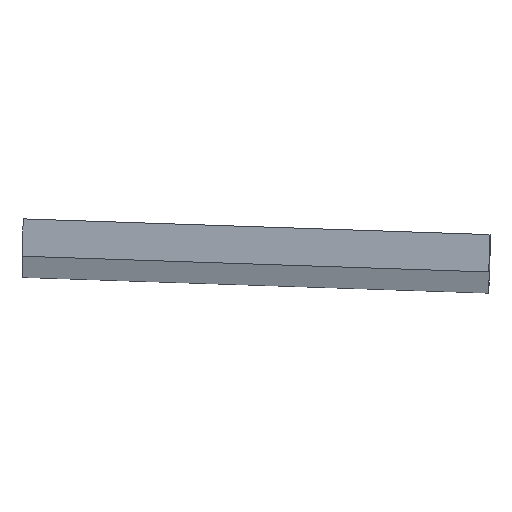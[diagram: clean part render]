
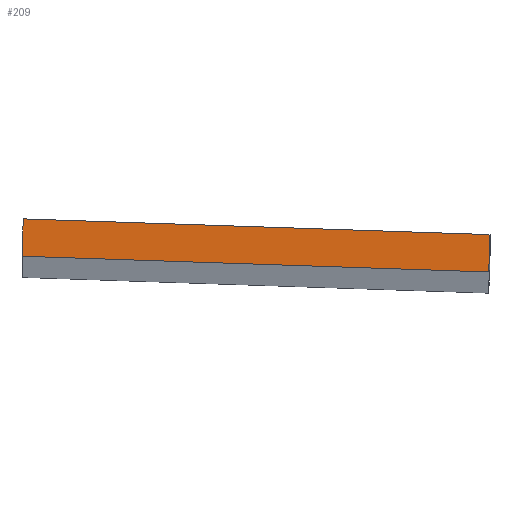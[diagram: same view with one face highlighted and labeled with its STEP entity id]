
A CAD part, top view. The second image highlights one B-rep face of the part: STEP entity #209.
In plain terms, the highlighted planar face has unit normal (0, 0, 1).
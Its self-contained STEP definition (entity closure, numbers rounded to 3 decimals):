
#36=CARTESIAN_POINT('Line Origine',(407.507,3.178,649.)) ;
#40=CARTESIAN_POINT('Vertex',(407.474,2.179,649.)) ;
#42=CARTESIAN_POINT('Vertex',(407.541,4.178,649.)) ;
#82=CARTESIAN_POINT('Control Point',(407.541,4.178,649.)) ;
#83=CARTESIAN_POINT('Control Point',(412.477,4.012,649.)) ;
#84=CARTESIAN_POINT('Control Point',(417.444,3.845,649.)) ;
#85=CARTESIAN_POINT('Control Point',(422.443,3.677,649.)) ;
#86=CARTESIAN_POINT('Control Point',(427.47,3.507,649.)) ;
#87=CARTESIAN_POINT('Control Point',(432.527,3.337,649.)) ;
#88=CARTESIAN_POINT('Vertex',(432.527,3.337,649.)) ;
#118=CARTESIAN_POINT('Line Origine',(432.493,2.337,649.)) ;
#122=CARTESIAN_POINT('Vertex',(432.459,1.338,649.)) ;
#158=CARTESIAN_POINT('Control Point',(432.459,1.338,649.)) ;
#159=CARTESIAN_POINT('Control Point',(428.787,1.462,649.)) ;
#160=CARTESIAN_POINT('Control Point',(425.115,1.586,649.)) ;
#161=CARTESIAN_POINT('Control Point',(421.442,1.709,649.)) ;
#162=CARTESIAN_POINT('Control Point',(416.445,1.878,649.)) ;
#163=CARTESIAN_POINT('Control Point',(411.448,2.045,649.)) ;
#164=CARTESIAN_POINT('Control Point',(410.123,2.09,649.)) ;
#165=CARTESIAN_POINT('Control Point',(408.798,2.134,649.)) ;
#166=CARTESIAN_POINT('Control Point',(407.474,2.179,649.)) ;
#198=CARTESIAN_POINT('Axis2P3D Location',(0.,0.,649.)) ;
#38=VECTOR('Line Direction',#37,1.) ;
#120=VECTOR('Line Direction',#119,1.) ;
#37=DIRECTION('Vector Direction',(0.034,0.999,0.)) ;
#119=DIRECTION('Vector Direction',(0.034,0.999,0.)) ;
#199=DIRECTION('Axis2P3D Direction',(0.,0.,-1.)) ;
#200=DIRECTION('Axis2P3D XDirection',(1.,0.,0.)) ;
#201=AXIS2_PLACEMENT_3D('Plane Axis2P3D',#198,#199,#200) ;
#39=LINE('Line',#36,#38) ;
#121=LINE('Line',#118,#120) ;
#202=PLANE('',#201) ;
#44=EDGE_CURVE('',#41,#43,#39,.T.) ;
#90=EDGE_CURVE('',#43,#89,#81,.T.) ;
#124=EDGE_CURVE('',#89,#123,#121,.F.) ;
#167=EDGE_CURVE('',#123,#41,#157,.T.) ;
#204=ORIENTED_EDGE('',*,*,#167,.F.) ;
#205=ORIENTED_EDGE('',*,*,#124,.F.) ;
#206=ORIENTED_EDGE('',*,*,#90,.F.) ;
#207=ORIENTED_EDGE('',*,*,#44,.F.) ;
#203=EDGE_LOOP('',(#204,#205,#206,#207)) ;
#41=VERTEX_POINT('',#40) ;
#43=VERTEX_POINT('',#42) ;
#89=VERTEX_POINT('',#88) ;
#123=VERTEX_POINT('',#122) ;
#209=ADVANCED_FACE('PartBody',(#208),#202,.F.) ;
#81=B_SPLINE_CURVE_WITH_KNOTS('',5,(#82,#83,#84,#85,#86,#87),.UNSPECIFIED.,.F.,.U.,(6,6),(500000.878,500000.904),.UNSPECIFIED.) ;
#157=B_SPLINE_CURVE_WITH_KNOTS('',5,(#158,#159,#160,#161,#162,#163,#164,#165,#166),.UNSPECIFIED.,.F.,.U.,(6,3,6),(500087.332,500105.704,500112.332),.UNSPECIFIED.) ;
#208=FACE_OUTER_BOUND('',#203,.T.) ;
